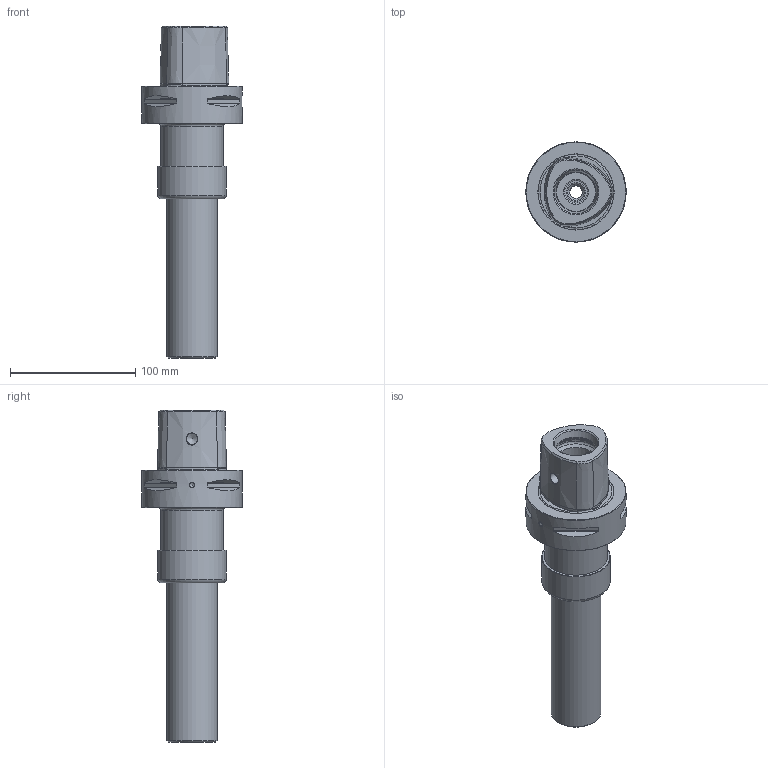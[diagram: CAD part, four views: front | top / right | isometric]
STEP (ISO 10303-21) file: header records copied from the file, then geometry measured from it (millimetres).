
FILE_DESCRIPTION(/* description */ (''),/* implementation_level */ '2;1');
FILE_NAME(/* name */ '888816060.stp',/* time_stamp */ '2021-07-27T13:25:12',/* author */ ('LRA'),/* organization */ ('REGO-FIX'),/* preprocessor_version */ ' Unknown',/* originating_system */ 'SIEMENS PLM Software Solid Edge ST10',/* authorization */ 'Unknown');
FILE_SCHEMA (('AUTOMOTIVE_DESIGN { 1 0 10303 214 2 1 1}'));
Length unit declared in the file: millimetre
Products named in the file (1): NOCUT
Bounding box: 80 x 80 x 265 mm (x, y, z)
Volume: 452087.1 mm3; surface area: 77661.7 mm2
Topology: 1 solids, 3 shells, 149 faces, 339 edges, 206 vertices
Faces by surface type: cone 67, cylinder 33, plane 30, torus 19
Full cylindrical faces by diameter (mm): 4 x1, 9.1 x2, 10.1 x1, 10.106 x1, 13 x1, 17.835 x1, 23.5 x1, 30.5 x1, 31.6 x1, 32 x2, 33 x1, 38 x1, 40 x1, 40.2 x1, 42 x1, 45 x1, 48.376 x2, 50 x1, 50.05 x1, 51.3 x1, 54.8 x1, 80 x1
Entity records: 4759 total; most frequent: CARTESIAN_POINT 780, DIRECTION 644, ORIENTED_EDGE 468, AXIS2_PLACEMENT_3D 295, FACE_BOUND 246, EDGE_LOOP 243, EDGE_CURVE 234, VERTEX_POINT 180
